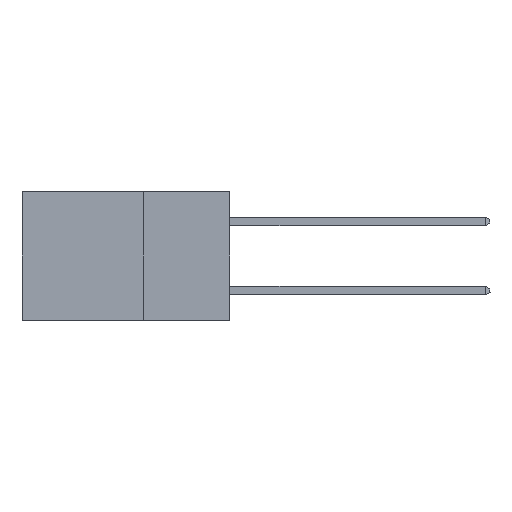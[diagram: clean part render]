
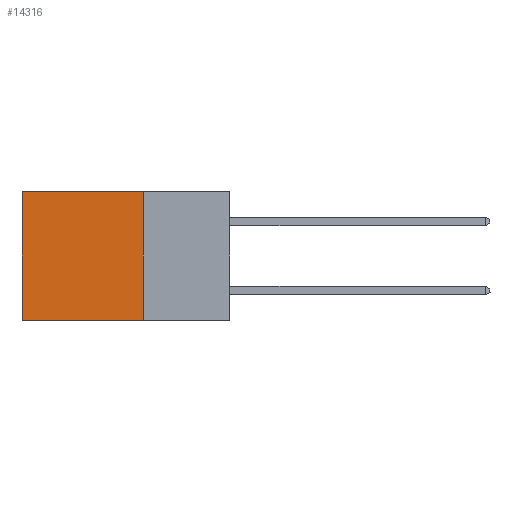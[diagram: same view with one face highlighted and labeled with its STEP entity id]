
A CAD part, left-side view. The second image highlights one B-rep face of the part: STEP entity #14316.
In plain terms, the highlighted planar face has unit normal (-1, 0, 0).
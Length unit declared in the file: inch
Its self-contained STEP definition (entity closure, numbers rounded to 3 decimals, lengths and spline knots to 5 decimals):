
#513 = VERTEX_POINT ( 'NONE', #12569 ) ;
#1087 = VECTOR ( 'NONE', #2186, 39.37008 ) ;
#1768 = ORIENTED_EDGE ( 'NONE', *, *, #2623, .F. ) ;
#1976 = CARTESIAN_POINT ( 'NONE',  ( 0.298, 0.6, 0. ) ) ;
#2186 = DIRECTION ( 'NONE',  ( 0., 0., -1. ) ) ;
#2211 = ORIENTED_EDGE ( 'NONE', *, *, #3669, .F. ) ;
#2623 = EDGE_CURVE ( 'NONE', #15217, #513, #13835, .T. ) ;
#2719 = CARTESIAN_POINT ( 'NONE',  ( 0.298, 0.25, 0. ) ) ;
#2782 = CARTESIAN_POINT ( 'NONE',  ( 0.298, 0.25, 0. ) ) ;
#3262 = LINE ( 'NONE', #1976, #4634 ) ;
#3669 = EDGE_CURVE ( 'NONE', #513, #15527, #4812, .T. ) ;
#4247 = DIRECTION ( 'NONE',  ( 0., 1., 0. ) ) ;
#4634 = VECTOR ( 'NONE', #7830, 39.37008 ) ;
#4812 = LINE ( 'NONE', #12637, #10043 ) ;
#5305 = CARTESIAN_POINT ( 'NONE',  ( 0.298, 0.6, -0.37 ) ) ;
#6199 = EDGE_LOOP ( 'NONE', ( #17873, #2211, #1768, #6708 ) ) ;
#6649 = VECTOR ( 'NONE', #12912, 39.37008 ) ;
#6708 = ORIENTED_EDGE ( 'NONE', *, *, #17522, .T. ) ;
#7830 = DIRECTION ( 'NONE',  ( 0., 0., -1. ) ) ;
#8697 = DIRECTION ( 'NONE',  ( 1., 0., 0. ) ) ;
#10043 = VECTOR ( 'NONE', #4247, 39.37008 ) ;
#10337 = PLANE ( 'NONE',  #11028 ) ;
#10512 = LINE ( 'NONE', #2719, #6649 ) ;
#11028 = AXIS2_PLACEMENT_3D ( 'NONE', #2782, #8697, #12983 ) ;
#11755 = CARTESIAN_POINT ( 'NONE',  ( 0.298, 0.6, 0. ) ) ;
#12569 = CARTESIAN_POINT ( 'NONE',  ( 0.298, 0.25, -0.37 ) ) ;
#12637 = CARTESIAN_POINT ( 'NONE',  ( 0.298, 0.25, -0.37 ) ) ;
#12912 = DIRECTION ( 'NONE',  ( 0., 1., 0. ) ) ;
#12983 = DIRECTION ( 'NONE',  ( 0., 0., -1. ) ) ;
#13835 = LINE ( 'NONE', #18315, #1087 ) ;
#14316 = ADVANCED_FACE ( 'NONE', ( #17651 ), #10337, .F. ) ;
#14656 = CARTESIAN_POINT ( 'NONE',  ( 0.298, 0.25, 0. ) ) ;
#15194 = VERTEX_POINT ( 'NONE', #11755 ) ;
#15217 = VERTEX_POINT ( 'NONE', #14656 ) ;
#15527 = VERTEX_POINT ( 'NONE', #5305 ) ;
#15976 = EDGE_CURVE ( 'NONE', #15194, #15527, #3262, .T. ) ;
#17522 = EDGE_CURVE ( 'NONE', #15217, #15194, #10512, .T. ) ;
#17651 = FACE_OUTER_BOUND ( 'NONE', #6199, .T. ) ;
#17873 = ORIENTED_EDGE ( 'NONE', *, *, #15976, .T. ) ;
#18315 = CARTESIAN_POINT ( 'NONE',  ( 0.298, 0.25, 0. ) ) ;
